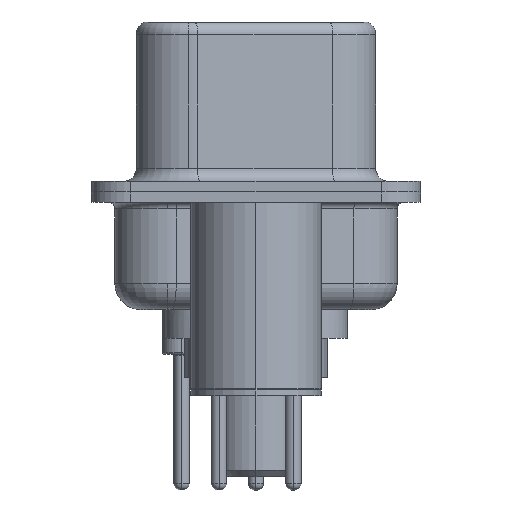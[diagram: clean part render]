
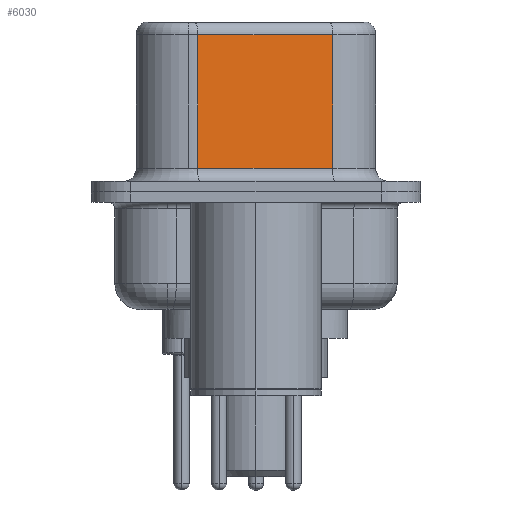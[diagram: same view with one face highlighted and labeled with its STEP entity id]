
A CAD part, left-side view. The second image highlights one B-rep face of the part: STEP entity #6030.
In plain terms, the highlighted planar face has unit normal (-0.985, -0.174, 0).
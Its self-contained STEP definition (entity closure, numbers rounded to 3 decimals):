
#468 = CARTESIAN_POINT ( 'NONE',  ( 4.585, -2.927, 6.52 ) ) ;
#968 = DIRECTION ( 'NONE',  ( 0., 0., -1. ) ) ;
#1190 = ORIENTED_EDGE ( 'NONE', *, *, #16899, .T. ) ;
#2865 = ORIENTED_EDGE ( 'NONE', *, *, #15574, .T. ) ;
#3000 = VERTEX_POINT ( 'NONE', #6844 ) ;
#3442 = FACE_OUTER_BOUND ( 'NONE', #10712, .T. ) ;
#3618 = VERTEX_POINT ( 'NONE', #14458 ) ;
#4089 = CARTESIAN_POINT ( 'NONE',  ( 4.585, -2.927, 0.9 ) ) ;
#4199 = DIRECTION ( 'NONE',  ( 0.985, 0.174, 0. ) ) ;
#5443 = LINE ( 'NONE', #468, #15952 ) ;
#6030 = ADVANCED_FACE ( 'NONE', ( #3442 ), #19092, .F. ) ;
#6844 = CARTESIAN_POINT ( 'NONE',  ( 3.675, 2.233, 6.02 ) ) ;
#6902 = CARTESIAN_POINT ( 'NONE',  ( 4.585, -2.927, 0.9 ) ) ;
#8948 = VECTOR ( 'NONE', #16581, 1000. ) ;
#9070 = LINE ( 'NONE', #14935, #19386 ) ;
#9470 = DIRECTION ( 'NONE',  ( 0., 0., -1. ) ) ;
#9882 = DIRECTION ( 'NONE',  ( -0.174, 0.985, 0. ) ) ;
#10136 = VECTOR ( 'NONE', #9470, 1000. ) ;
#10392 = LINE ( 'NONE', #17823, #10136 ) ;
#10712 = EDGE_LOOP ( 'NONE', ( #17152, #1190, #2865, #20563 ) ) ;
#10816 = VERTEX_POINT ( 'NONE', #4089 ) ;
#14327 = CARTESIAN_POINT ( 'NONE',  ( 4.585, -2.927, 6.52 ) ) ;
#14458 = CARTESIAN_POINT ( 'NONE',  ( 4.585, -2.927, 6.02 ) ) ;
#14935 = CARTESIAN_POINT ( 'NONE',  ( 4.585, -2.927, 6.02 ) ) ;
#15574 = EDGE_CURVE ( 'NONE', #3000, #17333, #10392, .T. ) ;
#15952 = VECTOR ( 'NONE', #968, 1000. ) ;
#16581 = DIRECTION ( 'NONE',  ( 0.174, -0.985, 0. ) ) ;
#16899 = EDGE_CURVE ( 'NONE', #3618, #3000, #9070, .T. ) ;
#17152 = ORIENTED_EDGE ( 'NONE', *, *, #18074, .F. ) ;
#17333 = VERTEX_POINT ( 'NONE', #17821 ) ;
#17821 = CARTESIAN_POINT ( 'NONE',  ( 3.675, 2.233, 0.9 ) ) ;
#17823 = CARTESIAN_POINT ( 'NONE',  ( 3.675, 2.233, 6.52 ) ) ;
#18074 = EDGE_CURVE ( 'NONE', #3618, #10816, #5443, .T. ) ;
#18219 = LINE ( 'NONE', #6902, #8948 ) ;
#19092 = PLANE ( 'NONE',  #19907 ) ;
#19386 = VECTOR ( 'NONE', #9882, 1000. ) ;
#19907 = AXIS2_PLACEMENT_3D ( 'NONE', #14327, #4199, #20884 ) ;
#20563 = ORIENTED_EDGE ( 'NONE', *, *, #21002, .T. ) ;
#20884 = DIRECTION ( 'NONE',  ( -0.174, 0.985, 0. ) ) ;
#21002 = EDGE_CURVE ( 'NONE', #17333, #10816, #18219, .T. ) ;
